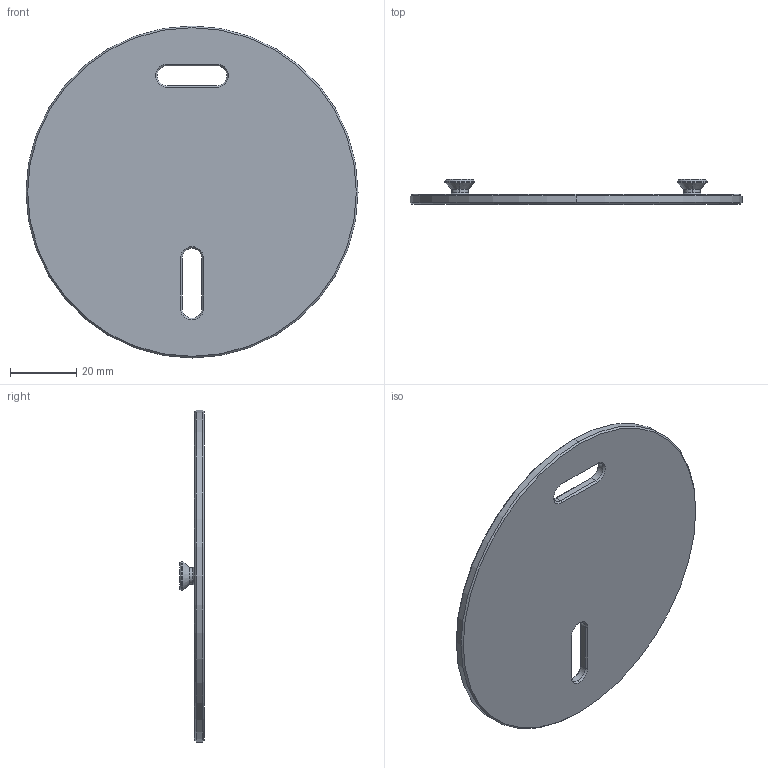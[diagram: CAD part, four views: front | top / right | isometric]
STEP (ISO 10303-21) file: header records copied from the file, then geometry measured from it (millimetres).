
FILE_DESCRIPTION (( 'STEP AP214' ), '1' );
FILE_NAME ('beacon_mount_V0.STEP', '2026-02-18T12:30:48', ( '' ), ( '' ), 'SwSTEP 2.0', 'SolidWorks 2024', '' );
FILE_SCHEMA (( 'AUTOMOTIVE_DESIGN' ));
Length unit declared in the file: millimetre
Products named in the file (1): beacon_mount_V0
Bounding box: 100 x 7.5 x 100 mm (x, y, z)
Volume: 23090.7 mm3; surface area: 16520.1 mm2
Topology: 1 solids, 1 shells, 57 faces, 122 edges, 69 vertices
Faces by surface type: cone 26, plane 16, cylinder 15
Entity records: 1544 total; most frequent: DIRECTION 291, CARTESIAN_POINT 249, ORIENTED_EDGE 244, EDGE_CURVE 122, AXIS2_PLACEMENT_3D 111, VECTOR 69, LINE 69, VERTEX_POINT 69
